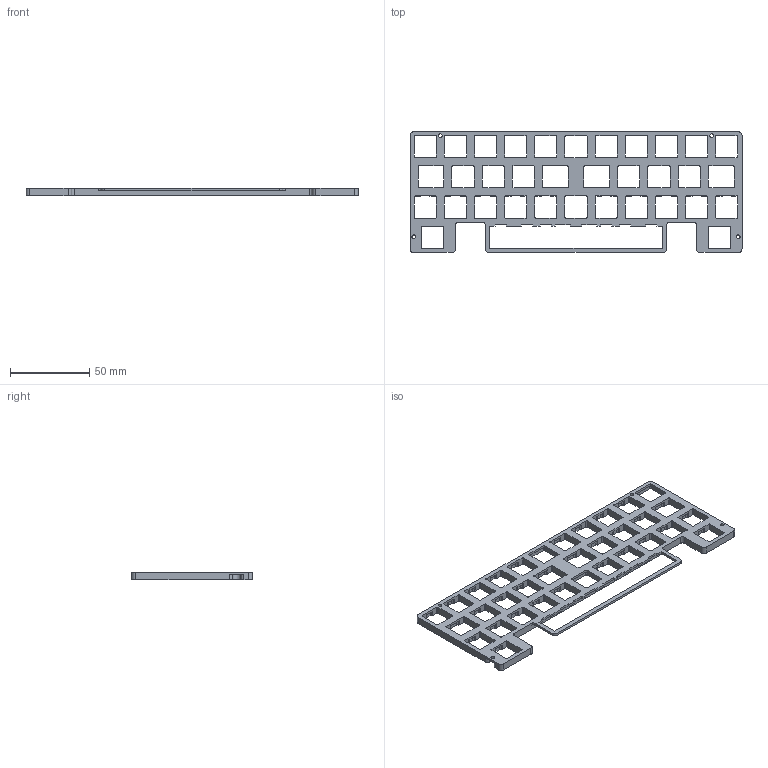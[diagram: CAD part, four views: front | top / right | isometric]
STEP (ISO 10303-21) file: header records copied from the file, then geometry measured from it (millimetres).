
FILE_DESCRIPTION(/* description */ (''),/* implementation_level */ '2;1');
FILE_NAME(/* name */ 'wkl plate treadstone uni.step',/* time_stamp */ '2024-05-16T10:55:19-04:00',/* author */ (''),/* organization */ (''),/* preprocessor_version */ 'ST-DEVELOPER v20',/* originating_system */ 'Autodesk Translation Framework v12.20.1.177',/* authorisation */ '');
FILE_SCHEMA (('AUTOMOTIVE_DESIGN { 1 0 10303 214 3 1 1 }'));
Length unit declared in the file: millimetre
Products named in the file (1): wkl plate
Bounding box: 209.8 x 76.45 x 4.75 mm (x, y, z)
Volume: 29101.9 mm3; surface area: 26501.8 mm2
Topology: 1 solids, 1 shells, 752 faces, 2250 edges, 1500 vertices
Faces by surface type: cylinder 417, plane 335
Full cylindrical faces by diameter (mm): 2.3 x4
Entity records: 25788 total; most frequent: DIRECTION 4592, CARTESIAN_POINT 4503, ORIENTED_EDGE 4500, EDGE_CURVE 2250, AXIS2_PLACEMENT_3D 1589, VERTEX_POINT 1500, LINE 1414, VECTOR 1414
